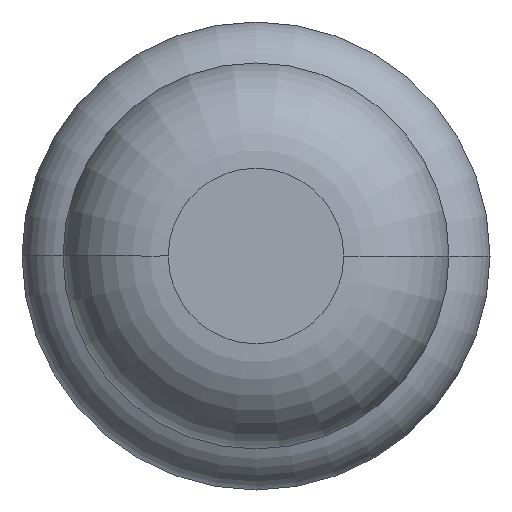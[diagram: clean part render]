
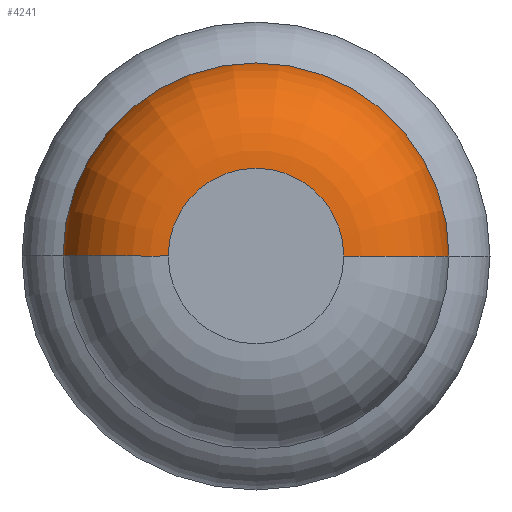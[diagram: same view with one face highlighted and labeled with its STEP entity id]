
A CAD part, front view. The second image highlights one B-rep face of the part: STEP entity #4241.
In plain terms, the highlighted toroidal (fillet/blend) face has major radius 0.375 mm and minor radius 0.45 mm.
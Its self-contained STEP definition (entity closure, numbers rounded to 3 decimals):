
#1 = VERTEX_POINT ( 'NONE', #4105 ) ;
#28 = CIRCLE ( 'NONE', #4192, 0.45 ) ;
#112 = AXIS2_PLACEMENT_3D ( 'NONE', #2916, #1547, #4331 ) ;
#139 = ORIENTED_EDGE ( 'NONE', *, *, #4258, .F. ) ;
#152 = CARTESIAN_POINT ( 'NONE',  ( 0.825, -31.55, 0. ) ) ;
#213 = DIRECTION ( 'NONE',  ( 0., -1., 0. ) ) ;
#325 = EDGE_LOOP ( 'NONE', ( #674, #464, #3809, #139 ) ) ;
#405 = CARTESIAN_POINT ( 'NONE',  ( -0.375, -31.55, 0. ) ) ;
#418 = CARTESIAN_POINT ( 'NONE',  ( -0.375, -32., 0. ) ) ;
#464 = ORIENTED_EDGE ( 'NONE', *, *, #2787, .T. ) ;
#482 = VERTEX_POINT ( 'NONE', #418 ) ;
#674 = ORIENTED_EDGE ( 'NONE', *, *, #2130, .T. ) ;
#711 = VERTEX_POINT ( 'NONE', #2160 ) ;
#885 = TOROIDAL_SURFACE ( 'NONE', #1358, 0.375, 0.45 ) ;
#982 = CARTESIAN_POINT ( 'NONE',  ( 0., -31.55, 0. ) ) ;
#1358 = AXIS2_PLACEMENT_3D ( 'NONE', #982, #213, #1977 ) ;
#1547 = DIRECTION ( 'NONE',  ( 0., -1., 0. ) ) ;
#1831 = CIRCLE ( 'NONE', #4130, 0.825 ) ;
#1977 = DIRECTION ( 'NONE',  ( 1., 0., 0. ) ) ;
#1993 = DIRECTION ( 'NONE',  ( 1., 0., 0. ) ) ;
#2081 = FACE_OUTER_BOUND ( 'NONE', #325, .T. ) ;
#2130 = EDGE_CURVE ( 'Defeature ausgef�hrt1_38+Defeature ausgef�hrt1_39+Defeature ausgef�hrt1_39+Defeature ausgef�hrt1_39', #4463, #1, #1831, .T. ) ;
#2160 = CARTESIAN_POINT ( 'NONE',  ( 0.375, -32., 0. ) ) ;
#2462 = DIRECTION ( 'NONE',  ( 1., 0., 0. ) ) ;
#2726 = CARTESIAN_POINT ( 'NONE',  ( 0.375, -31.55, 0. ) ) ;
#2770 = DIRECTION ( 'NONE',  ( 0., 0., 1. ) ) ;
#2787 = EDGE_CURVE ( 'NONE', #1, #482, #28, .T. ) ;
#2916 = CARTESIAN_POINT ( 'NONE',  ( 0., -32., 0. ) ) ;
#3103 = DIRECTION ( 'NONE',  ( 0., 0., -1. ) ) ;
#3129 = AXIS2_PLACEMENT_3D ( 'NONE', #2726, #3103, #4469 ) ;
#3207 = CIRCLE ( 'NONE', #112, 0.375 ) ;
#3809 = ORIENTED_EDGE ( 'NONE', *, *, #4123, .F. ) ;
#4039 = CIRCLE ( 'NONE', #3129, 0.45 ) ;
#4105 = CARTESIAN_POINT ( 'NONE',  ( -0.825, -31.55, 0. ) ) ;
#4123 = EDGE_CURVE ( 'Defeature ausgef�hrt1_37+Defeature ausgef�hrt1_38+Defeature ausgef�hrt1_38+Defeature ausgef�hrt1_38', #711, #482, #3207, .T. ) ;
#4124 = DIRECTION ( 'NONE',  ( 0., -1., 0. ) ) ;
#4130 = AXIS2_PLACEMENT_3D ( 'NONE', #4439, #4124, #1993 ) ;
#4192 = AXIS2_PLACEMENT_3D ( 'NONE', #405, #2770, #2462 ) ;
#4241 = ADVANCED_FACE ( 'Defeature ausgef�hrt1_38', ( #2081 ), #885, .T. ) ;
#4258 = EDGE_CURVE ( 'NONE', #4463, #711, #4039, .T. ) ;
#4331 = DIRECTION ( 'NONE',  ( 1., 0., 0. ) ) ;
#4439 = CARTESIAN_POINT ( 'NONE',  ( 0., -31.55, 0. ) ) ;
#4463 = VERTEX_POINT ( 'NONE', #152 ) ;
#4469 = DIRECTION ( 'NONE',  ( -1., 0., 0. ) ) ;
